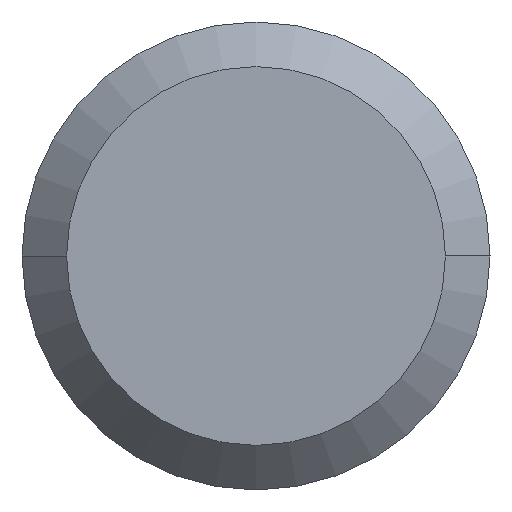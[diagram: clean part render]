
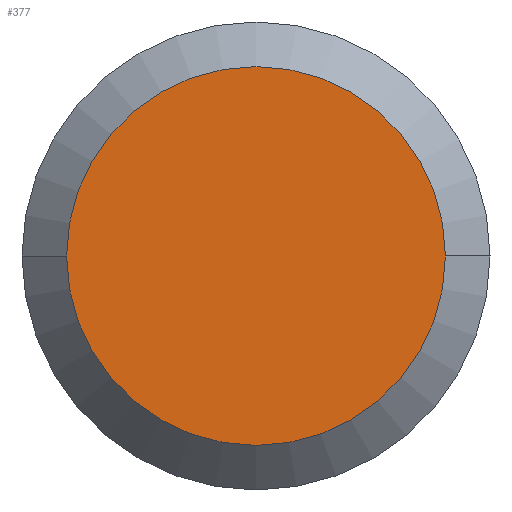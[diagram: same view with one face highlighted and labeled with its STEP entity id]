
A CAD part, left-side view. The second image highlights one B-rep face of the part: STEP entity #377.
In plain terms, the highlighted planar face has unit normal (-1, 0, 0).
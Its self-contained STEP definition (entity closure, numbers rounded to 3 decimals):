
#17 = CARTESIAN_POINT ( 'NONE',  ( 0., 3.238, 0. ) ) ;
#18 = DIRECTION ( 'NONE',  ( 1., 0., 0. ) ) ;
#46 = DIRECTION ( 'NONE',  ( 0., -1., 0. ) ) ;
#112 = DIRECTION ( 'NONE',  ( 0., 1., 0. ) ) ;
#118 = AXIS2_PLACEMENT_3D ( 'NONE', #392, #211, #46 ) ;
#143 = DIRECTION ( 'NONE',  ( 0., 1., 0. ) ) ;
#150 = VERTEX_POINT ( 'NONE', #348 ) ;
#156 = CIRCLE ( 'NONE', #380, 3.238 ) ;
#211 = DIRECTION ( 'NONE',  ( -1., 0., 0. ) ) ;
#213 = ORIENTED_EDGE ( 'NONE', *, *, #381, .F. ) ;
#243 = EDGE_CURVE ( 'NONE', #150, #363, #323, .T. ) ;
#256 = DIRECTION ( 'NONE',  ( 1., 0., 0. ) ) ;
#257 = CARTESIAN_POINT ( 'NONE',  ( 0., 0., 0. ) ) ;
#276 = ORIENTED_EDGE ( 'NONE', *, *, #243, .F. ) ;
#312 = EDGE_LOOP ( 'NONE', ( #213, #276 ) ) ;
#323 = CIRCLE ( 'NONE', #376, 3.238 ) ;
#348 = CARTESIAN_POINT ( 'NONE',  ( 0., -3.238, 0. ) ) ;
#355 = FACE_OUTER_BOUND ( 'NONE', #312, .T. ) ;
#357 = PLANE ( 'NONE',  #118 ) ;
#363 = VERTEX_POINT ( 'NONE', #17 ) ;
#376 = AXIS2_PLACEMENT_3D ( 'NONE', #257, #256, #143 ) ;
#377 = ADVANCED_FACE ( 'NONE', ( #355 ), #357, .T. ) ;
#380 = AXIS2_PLACEMENT_3D ( 'NONE', #405, #18, #112 ) ;
#381 = EDGE_CURVE ( 'NONE', #363, #150, #156, .T. ) ;
#392 = CARTESIAN_POINT ( 'NONE',  ( 0., 0., 0. ) ) ;
#405 = CARTESIAN_POINT ( 'NONE',  ( 0., 0., 0. ) ) ;
